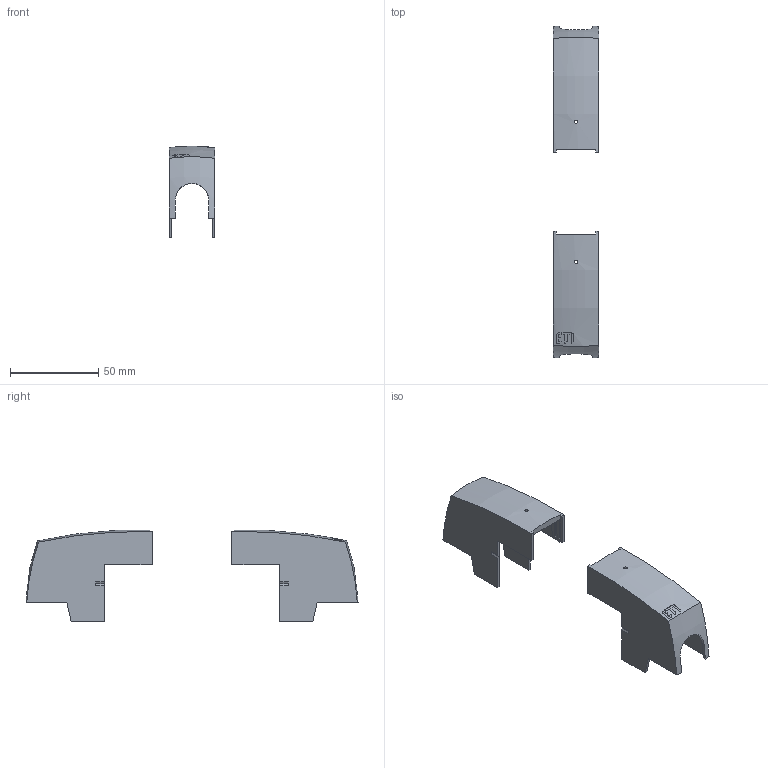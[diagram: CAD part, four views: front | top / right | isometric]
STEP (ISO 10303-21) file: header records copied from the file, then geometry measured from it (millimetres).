
FILE_DESCRIPTION((''),'2;1');
FILE_NAME('004661431_ASM','2021-09-20T',('marketing.praksa'),('Audax d.o.o.'),'CREO PARAMETRIC BY PTC INC, 2017480','CREO PARAMETRIC BY PTC INC, 2017480','');
FILE_SCHEMA(('AUTOMOTIVE_DESIGN { 1 0 10303 214 1 1 1 1 }'));
Length unit declared in the file: millimetre
Products named in the file (4): STEP10062015_1_1; STEP10062015_1_2; PRT9565; 004661431_ASM
Assembly tree (3 placements, depth 2):
  004661431_ASM
    STEP10062015_1_1
    STEP10062015_1_2
    PRT9565
Bounding box: 26 x 188.54 x 52.22 mm (x, y, z)
Volume: 21272.5 mm3; surface area: 27315 mm2
Topology: 5 solids, 5 shells, 197 faces, 578 edges, 394 vertices
Faces by surface type: plane 133, cylinder 56, bspline 4, torus 4
Entity records: 10425 total; most frequent: CARTESIAN_POINT 1818, ORIENTED_EDGE 1156, DIRECTION 960, PRESENTATION_STYLE_ASSIGNMENT 780, STYLED_ITEM 780, CURVE_STYLE 578, EDGE_CURVE 578, VERTEX_POINT 394
